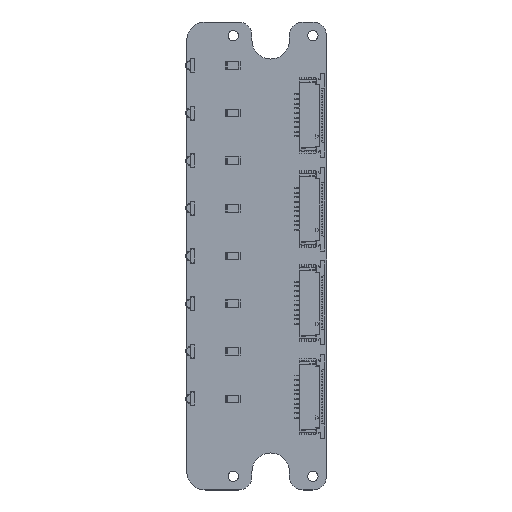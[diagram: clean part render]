
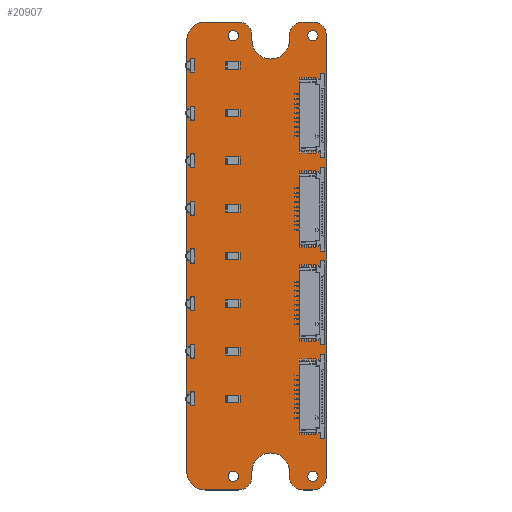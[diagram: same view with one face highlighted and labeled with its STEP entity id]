
A CAD part, top view. The second image highlights one B-rep face of the part: STEP entity #20907.
In plain terms, the highlighted planar face has unit normal (0, 0, 1).
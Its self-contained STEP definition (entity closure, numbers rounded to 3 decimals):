
#20612 = VERTEX_POINT('',#20613);
#20613 = CARTESIAN_POINT('',(-3.9,49.9,1.6));
#20619 = EDGE_CURVE('',#20612,#20620,#20622,.T.);
#20620 = VERTEX_POINT('',#20621);
#20621 = CARTESIAN_POINT('',(-1.,47.,1.6));
#20622 = CIRCLE('',#20623,2.9);
#20623 = AXIS2_PLACEMENT_3D('',#20624,#20625,#20626);
#20624 = CARTESIAN_POINT('',(-3.9,47.,1.6));
#20625 = DIRECTION('',(0.,0.,-1.));
#20626 = DIRECTION('',(0.,1.,0.));
#20654 = VERTEX_POINT('',#20655);
#20655 = CARTESIAN_POINT('',(-11.,49.9,1.6));
#20661 = EDGE_CURVE('',#20654,#20612,#20662,.T.);
#20662 = LINE('',#20663,#20664);
#20663 = CARTESIAN_POINT('',(-11.,49.9,1.6));
#20664 = VECTOR('',#20665,1.);
#20665 = DIRECTION('',(1.,0.,0.));
#20683 = EDGE_CURVE('',#20620,#20684,#20686,.T.);
#20684 = VERTEX_POINT('',#20685);
#20685 = CARTESIAN_POINT('',(-1.,45.95,1.6));
#20686 = LINE('',#20687,#20688);
#20687 = CARTESIAN_POINT('',(-1.,47.,1.6));
#20688 = VECTOR('',#20689,1.);
#20689 = DIRECTION('',(0.,-1.,0.));
#20907 = ADVANCED_FACE('',(#20908,#21056,#21067,#21078,#21089),#21100,
  .T.);
#20908 = FACE_BOUND('',#20909,.T.);
#20909 = EDGE_LOOP('',(#20910,#20911,#20912,#20921,#20929,#20938,#20946,
    #20955,#20963,#20972,#20980,#20989,#20997,#21006,#21014,#21023,
    #21031,#21040,#21048,#21055));
#20910 = ORIENTED_EDGE('',*,*,#20619,.F.);
#20911 = ORIENTED_EDGE('',*,*,#20661,.F.);
#20912 = ORIENTED_EDGE('',*,*,#20913,.F.);
#20913 = EDGE_CURVE('',#20914,#20654,#20916,.T.);
#20914 = VERTEX_POINT('',#20915);
#20915 = CARTESIAN_POINT('',(-14.9,46.,1.6));
#20916 = CIRCLE('',#20917,3.9);
#20917 = AXIS2_PLACEMENT_3D('',#20918,#20919,#20920);
#20918 = CARTESIAN_POINT('',(-11.,46.,1.6));
#20919 = DIRECTION('',(0.,0.,-1.));
#20920 = DIRECTION('',(-1.,0.,0.));
#20921 = ORIENTED_EDGE('',*,*,#20922,.F.);
#20922 = EDGE_CURVE('',#20923,#20914,#20925,.T.);
#20923 = VERTEX_POINT('',#20924);
#20924 = CARTESIAN_POINT('',(-14.9,-46.,1.6));
#20925 = LINE('',#20926,#20927);
#20926 = CARTESIAN_POINT('',(-14.9,-46.,1.6));
#20927 = VECTOR('',#20928,1.);
#20928 = DIRECTION('',(0.,1.,0.));
#20929 = ORIENTED_EDGE('',*,*,#20930,.F.);
#20930 = EDGE_CURVE('',#20931,#20923,#20933,.T.);
#20931 = VERTEX_POINT('',#20932);
#20932 = CARTESIAN_POINT('',(-11.,-49.9,1.6));
#20933 = CIRCLE('',#20934,3.9);
#20934 = AXIS2_PLACEMENT_3D('',#20935,#20936,#20937);
#20935 = CARTESIAN_POINT('',(-11.,-46.,1.6));
#20936 = DIRECTION('',(0.,0.,-1.));
#20937 = DIRECTION('',(0.,-1.,-0.));
#20938 = ORIENTED_EDGE('',*,*,#20939,.F.);
#20939 = EDGE_CURVE('',#20940,#20931,#20942,.T.);
#20940 = VERTEX_POINT('',#20941);
#20941 = CARTESIAN_POINT('',(-3.9,-49.9,1.6));
#20942 = LINE('',#20943,#20944);
#20943 = CARTESIAN_POINT('',(-3.9,-49.9,1.6));
#20944 = VECTOR('',#20945,1.);
#20945 = DIRECTION('',(-1.,0.,0.));
#20946 = ORIENTED_EDGE('',*,*,#20947,.F.);
#20947 = EDGE_CURVE('',#20948,#20940,#20950,.T.);
#20948 = VERTEX_POINT('',#20949);
#20949 = CARTESIAN_POINT('',(-1.,-47.,1.6));
#20950 = CIRCLE('',#20951,2.9);
#20951 = AXIS2_PLACEMENT_3D('',#20952,#20953,#20954);
#20952 = CARTESIAN_POINT('',(-3.9,-47.,1.6));
#20953 = DIRECTION('',(0.,0.,-1.));
#20954 = DIRECTION('',(1.,0.,0.));
#20955 = ORIENTED_EDGE('',*,*,#20956,.F.);
#20956 = EDGE_CURVE('',#20957,#20948,#20959,.T.);
#20957 = VERTEX_POINT('',#20958);
#20958 = CARTESIAN_POINT('',(-1.,-45.95,1.6));
#20959 = LINE('',#20960,#20961);
#20960 = CARTESIAN_POINT('',(-1.,-45.95,1.6));
#20961 = VECTOR('',#20962,1.);
#20962 = DIRECTION('',(0.,-1.,0.));
#20963 = ORIENTED_EDGE('',*,*,#20964,.F.);
#20964 = EDGE_CURVE('',#20965,#20957,#20967,.T.);
#20965 = VERTEX_POINT('',#20966);
#20966 = CARTESIAN_POINT('',(7.,-45.95,1.6));
#20967 = CIRCLE('',#20968,4.);
#20968 = AXIS2_PLACEMENT_3D('',#20969,#20970,#20971);
#20969 = CARTESIAN_POINT('',(3.,-46.,1.6));
#20970 = DIRECTION('',(0.,0.,1.));
#20971 = DIRECTION('',(1.,0.012,-0.));
#20972 = ORIENTED_EDGE('',*,*,#20973,.F.);
#20973 = EDGE_CURVE('',#20974,#20965,#20976,.T.);
#20974 = VERTEX_POINT('',#20975);
#20975 = CARTESIAN_POINT('',(7.,-47.,1.6));
#20976 = LINE('',#20977,#20978);
#20977 = CARTESIAN_POINT('',(7.,-47.,1.6));
#20978 = VECTOR('',#20979,1.);
#20979 = DIRECTION('',(0.,1.,0.));
#20980 = ORIENTED_EDGE('',*,*,#20981,.F.);
#20981 = EDGE_CURVE('',#20982,#20974,#20984,.T.);
#20982 = VERTEX_POINT('',#20983);
#20983 = CARTESIAN_POINT('',(9.9,-49.9,1.6));
#20984 = CIRCLE('',#20985,2.9);
#20985 = AXIS2_PLACEMENT_3D('',#20986,#20987,#20988);
#20986 = CARTESIAN_POINT('',(9.9,-47.,1.6));
#20987 = DIRECTION('',(0.,0.,-1.));
#20988 = DIRECTION('',(0.,-1.,0.));
#20989 = ORIENTED_EDGE('',*,*,#20990,.F.);
#20990 = EDGE_CURVE('',#20991,#20982,#20993,.T.);
#20991 = VERTEX_POINT('',#20992);
#20992 = CARTESIAN_POINT('',(12.,-49.9,1.6));
#20993 = LINE('',#20994,#20995);
#20994 = CARTESIAN_POINT('',(12.,-49.9,1.6));
#20995 = VECTOR('',#20996,1.);
#20996 = DIRECTION('',(-1.,0.,0.));
#20997 = ORIENTED_EDGE('',*,*,#20998,.F.);
#20998 = EDGE_CURVE('',#20999,#20991,#21001,.T.);
#20999 = VERTEX_POINT('',#21000);
#21000 = CARTESIAN_POINT('',(14.9,-47.,1.6));
#21001 = CIRCLE('',#21002,2.9);
#21002 = AXIS2_PLACEMENT_3D('',#21003,#21004,#21005);
#21003 = CARTESIAN_POINT('',(12.,-47.,1.6));
#21004 = DIRECTION('',(0.,0.,-1.));
#21005 = DIRECTION('',(1.,0.,0.));
#21006 = ORIENTED_EDGE('',*,*,#21007,.F.);
#21007 = EDGE_CURVE('',#21008,#20999,#21010,.T.);
#21008 = VERTEX_POINT('',#21009);
#21009 = CARTESIAN_POINT('',(14.9,47.,1.6));
#21010 = LINE('',#21011,#21012);
#21011 = CARTESIAN_POINT('',(14.9,47.,1.6));
#21012 = VECTOR('',#21013,1.);
#21013 = DIRECTION('',(0.,-1.,0.));
#21014 = ORIENTED_EDGE('',*,*,#21015,.F.);
#21015 = EDGE_CURVE('',#21016,#21008,#21018,.T.);
#21016 = VERTEX_POINT('',#21017);
#21017 = CARTESIAN_POINT('',(12.,49.9,1.6));
#21018 = CIRCLE('',#21019,2.9);
#21019 = AXIS2_PLACEMENT_3D('',#21020,#21021,#21022);
#21020 = CARTESIAN_POINT('',(12.,47.,1.6));
#21021 = DIRECTION('',(0.,0.,-1.));
#21022 = DIRECTION('',(0.,1.,0.));
#21023 = ORIENTED_EDGE('',*,*,#21024,.F.);
#21024 = EDGE_CURVE('',#21025,#21016,#21027,.T.);
#21025 = VERTEX_POINT('',#21026);
#21026 = CARTESIAN_POINT('',(9.9,49.9,1.6));
#21027 = LINE('',#21028,#21029);
#21028 = CARTESIAN_POINT('',(9.9,49.9,1.6));
#21029 = VECTOR('',#21030,1.);
#21030 = DIRECTION('',(1.,0.,0.));
#21031 = ORIENTED_EDGE('',*,*,#21032,.F.);
#21032 = EDGE_CURVE('',#21033,#21025,#21035,.T.);
#21033 = VERTEX_POINT('',#21034);
#21034 = CARTESIAN_POINT('',(7.,47.,1.6));
#21035 = CIRCLE('',#21036,2.9);
#21036 = AXIS2_PLACEMENT_3D('',#21037,#21038,#21039);
#21037 = CARTESIAN_POINT('',(9.9,47.,1.6));
#21038 = DIRECTION('',(0.,0.,-1.));
#21039 = DIRECTION('',(-1.,0.,-0.));
#21040 = ORIENTED_EDGE('',*,*,#21041,.F.);
#21041 = EDGE_CURVE('',#21042,#21033,#21044,.T.);
#21042 = VERTEX_POINT('',#21043);
#21043 = CARTESIAN_POINT('',(7.,45.95,1.6));
#21044 = LINE('',#21045,#21046);
#21045 = CARTESIAN_POINT('',(7.,45.95,1.6));
#21046 = VECTOR('',#21047,1.);
#21047 = DIRECTION('',(0.,1.,0.));
#21048 = ORIENTED_EDGE('',*,*,#21049,.F.);
#21049 = EDGE_CURVE('',#20684,#21042,#21050,.T.);
#21050 = CIRCLE('',#21051,4.);
#21051 = AXIS2_PLACEMENT_3D('',#21052,#21053,#21054);
#21052 = CARTESIAN_POINT('',(3.,46.,1.6));
#21053 = DIRECTION('',(0.,0.,1.));
#21054 = DIRECTION('',(-1.,-0.012,0.));
#21055 = ORIENTED_EDGE('',*,*,#20683,.F.);
#21056 = FACE_BOUND('',#21057,.T.);
#21057 = EDGE_LOOP('',(#21058));
#21058 = ORIENTED_EDGE('',*,*,#21059,.T.);
#21059 = EDGE_CURVE('',#21060,#21060,#21062,.T.);
#21060 = VERTEX_POINT('',#21061);
#21061 = CARTESIAN_POINT('',(-5.,-48.1,1.6));
#21062 = CIRCLE('',#21063,1.1);
#21063 = AXIS2_PLACEMENT_3D('',#21064,#21065,#21066);
#21064 = CARTESIAN_POINT('',(-5.,-47.,1.6));
#21065 = DIRECTION('',(-0.,0.,-1.));
#21066 = DIRECTION('',(-0.,-1.,0.));
#21067 = FACE_BOUND('',#21068,.T.);
#21068 = EDGE_LOOP('',(#21069));
#21069 = ORIENTED_EDGE('',*,*,#21070,.T.);
#21070 = EDGE_CURVE('',#21071,#21071,#21073,.T.);
#21071 = VERTEX_POINT('',#21072);
#21072 = CARTESIAN_POINT('',(12.,-48.1,1.6));
#21073 = CIRCLE('',#21074,1.1);
#21074 = AXIS2_PLACEMENT_3D('',#21075,#21076,#21077);
#21075 = CARTESIAN_POINT('',(12.,-47.,1.6));
#21076 = DIRECTION('',(-0.,0.,-1.));
#21077 = DIRECTION('',(-0.,-1.,0.));
#21078 = FACE_BOUND('',#21079,.T.);
#21079 = EDGE_LOOP('',(#21080));
#21080 = ORIENTED_EDGE('',*,*,#21081,.T.);
#21081 = EDGE_CURVE('',#21082,#21082,#21084,.T.);
#21082 = VERTEX_POINT('',#21083);
#21083 = CARTESIAN_POINT('',(-5.,45.9,1.6));
#21084 = CIRCLE('',#21085,1.1);
#21085 = AXIS2_PLACEMENT_3D('',#21086,#21087,#21088);
#21086 = CARTESIAN_POINT('',(-5.,47.,1.6));
#21087 = DIRECTION('',(-0.,0.,-1.));
#21088 = DIRECTION('',(-0.,-1.,0.));
#21089 = FACE_BOUND('',#21090,.T.);
#21090 = EDGE_LOOP('',(#21091));
#21091 = ORIENTED_EDGE('',*,*,#21092,.T.);
#21092 = EDGE_CURVE('',#21093,#21093,#21095,.T.);
#21093 = VERTEX_POINT('',#21094);
#21094 = CARTESIAN_POINT('',(12.,45.9,1.6));
#21095 = CIRCLE('',#21096,1.1);
#21096 = AXIS2_PLACEMENT_3D('',#21097,#21098,#21099);
#21097 = CARTESIAN_POINT('',(12.,47.,1.6));
#21098 = DIRECTION('',(-0.,0.,-1.));
#21099 = DIRECTION('',(-0.,-1.,0.));
#21100 = PLANE('',#21101);
#21101 = AXIS2_PLACEMENT_3D('',#21102,#21103,#21104);
#21102 = CARTESIAN_POINT('',(0.,0.,1.6));
#21103 = DIRECTION('',(0.,0.,1.));
#21104 = DIRECTION('',(1.,0.,-0.));
